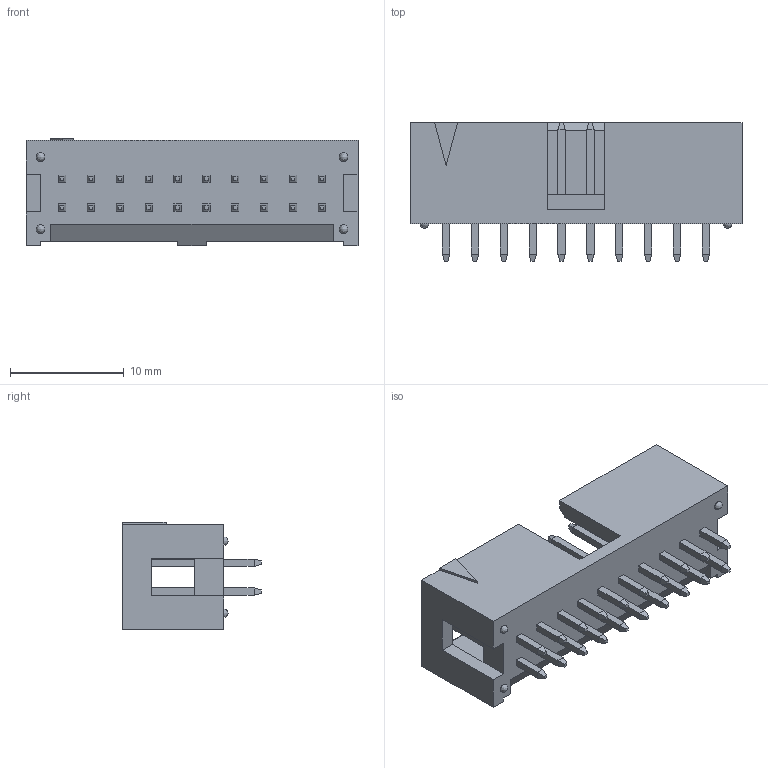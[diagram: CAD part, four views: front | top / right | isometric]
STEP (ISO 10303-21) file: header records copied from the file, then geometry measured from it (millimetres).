
FILE_DESCRIPTION (( 'STEP AP214' ), '1' );
FILE_NAME ('User Library-Samtec-TSS-110-01-G-D.STEP', '2016-01-03T04:16:32', ( 'Windows User' ), ( '' ), 'SwSTEP 2.0', 'SolidWorks 2016', '' );
FILE_SCHEMA (( 'AUTOMOTIVE_DESIGN' ));
Length unit declared in the file: inch
Products named in the file (1): User Library-Samtec-TSS-110-01-G-D
Bounding box: 29.21 x 12.19 x 9.47 mm (x, y, z)
Volume: 1184.9 mm3; surface area: 2008.3 mm2
Topology: 1 solids, 1 shells, 407 faces, 941 edges, 568 vertices
Faces by surface type: plane 403, bspline 4
Entity records: 16450 total; most frequent: CARTESIAN_POINT 2041, ORIENTED_EDGE 1866, DIRECTION 1733, EDGE_CURVE 933, VECTOR 925, LINE 925, VERTEX_POINT 568, EDGE_LOOP 451
